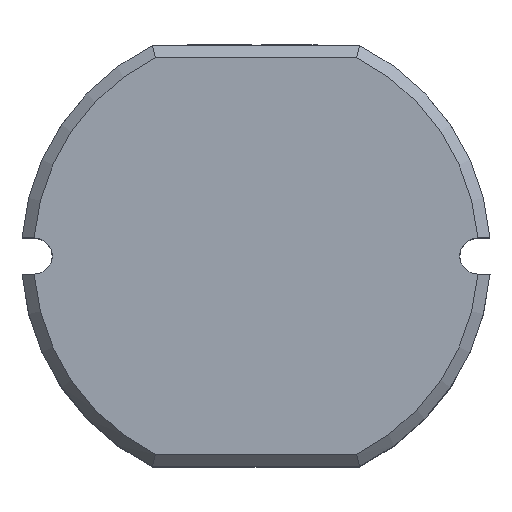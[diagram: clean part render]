
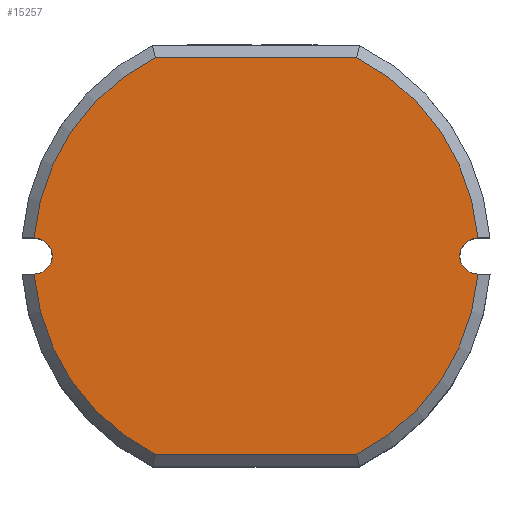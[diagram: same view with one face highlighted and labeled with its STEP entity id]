
A CAD part, top view. The second image highlights one B-rep face of the part: STEP entity #15257.
In plain terms, the highlighted planar face has unit normal (0, 0, 1).
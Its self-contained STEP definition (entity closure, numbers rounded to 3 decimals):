
#303 = LINE ( 'NONE', #13726, #14084 ) ;
#953 = PLANE ( 'NONE',  #12664 ) ;
#961 = CARTESIAN_POINT ( 'NONE',  ( 3.688, -0.3, 1.5 ) ) ;
#1017 = DIRECTION ( 'NONE',  ( 1., 0., 0. ) ) ;
#1896 = ORIENTED_EDGE ( 'NONE', *, *, #13750, .T. ) ;
#2127 = FACE_OUTER_BOUND ( 'NONE', #8247, .T. ) ;
#2198 = DIRECTION ( 'NONE',  ( 0., 1., 0. ) ) ;
#2564 = AXIS2_PLACEMENT_3D ( 'NONE', #9706, #3489, #5802 ) ;
#3015 = CIRCLE ( 'NONE', #15549, 0.3 ) ;
#3354 = VERTEX_POINT ( 'NONE', #3478 ) ;
#3399 = CARTESIAN_POINT ( 'NONE',  ( 0., -3.3, 1.5 ) ) ;
#3478 = CARTESIAN_POINT ( 'NONE',  ( 1.673, 3.3, 1.5 ) ) ;
#3489 = DIRECTION ( 'NONE',  ( 0., 0., 1. ) ) ;
#3877 = VERTEX_POINT ( 'NONE', #5956 ) ;
#3885 = DIRECTION ( 'NONE',  ( -1., 0., 0. ) ) ;
#4337 = ORIENTED_EDGE ( 'NONE', *, *, #10379, .T. ) ;
#4352 = DIRECTION ( 'NONE',  ( 0., 1., 0. ) ) ;
#4374 = ORIENTED_EDGE ( 'NONE', *, *, #11347, .T. ) ;
#4480 = DIRECTION ( 'NONE',  ( 0., 0., 1. ) ) ;
#4822 = VERTEX_POINT ( 'NONE', #8587 ) ;
#5046 = EDGE_CURVE ( 'NONE', #5641, #6954, #5455, .T. ) ;
#5173 = CARTESIAN_POINT ( 'NONE',  ( -3.688, 0., 1.5 ) ) ;
#5388 = AXIS2_PLACEMENT_3D ( 'NONE', #13422, #6039, #8494 ) ;
#5430 = ORIENTED_EDGE ( 'NONE', *, *, #8842, .F. ) ;
#5455 = CIRCLE ( 'NONE', #13298, 3.7 ) ;
#5641 = VERTEX_POINT ( 'NONE', #8962 ) ;
#5802 = DIRECTION ( 'NONE',  ( 0., 1., 0. ) ) ;
#5956 = CARTESIAN_POINT ( 'NONE',  ( -3.688, -0.3, 1.5 ) ) ;
#6039 = DIRECTION ( 'NONE',  ( 0., 0., 1. ) ) ;
#6423 = CARTESIAN_POINT ( 'NONE',  ( 3.688, 0.3, 1.5 ) ) ;
#6851 = CARTESIAN_POINT ( 'NONE',  ( 0., 0., 1.5 ) ) ;
#6954 = VERTEX_POINT ( 'NONE', #961 ) ;
#7012 = EDGE_CURVE ( 'NONE', #4822, #8756, #9356, .T. ) ;
#7723 = DIRECTION ( 'NONE',  ( 0., 0., 1. ) ) ;
#8247 = EDGE_LOOP ( 'NONE', ( #13640, #4374, #4337, #1896, #12860, #5430, #10174, #8782 ) ) ;
#8494 = DIRECTION ( 'NONE',  ( 0., 1., 0. ) ) ;
#8550 = CIRCLE ( 'NONE', #12485, 3.7 ) ;
#8587 = CARTESIAN_POINT ( 'NONE',  ( -1.673, 3.3, 1.5 ) ) ;
#8692 = DIRECTION ( 'NONE',  ( 0., 0., -1. ) ) ;
#8756 = VERTEX_POINT ( 'NONE', #12636 ) ;
#8782 = ORIENTED_EDGE ( 'NONE', *, *, #12711, .T. ) ;
#8842 = EDGE_CURVE ( 'NONE', #3877, #8756, #3015, .T. ) ;
#8962 = CARTESIAN_POINT ( 'NONE',  ( 1.673, -3.3, 1.5 ) ) ;
#9121 = DIRECTION ( 'NONE',  ( 0., 0., 1. ) ) ;
#9356 = CIRCLE ( 'NONE', #2564, 3.7 ) ;
#9689 = LINE ( 'NONE', #3399, #10443 ) ;
#9700 = DIRECTION ( 'NONE',  ( 0., 1., 0. ) ) ;
#9706 = CARTESIAN_POINT ( 'NONE',  ( 0., 0., 1.5 ) ) ;
#9783 = CARTESIAN_POINT ( 'NONE',  ( 0., 0., 1.5 ) ) ;
#9915 = DIRECTION ( 'NONE',  ( 0., 1., 0. ) ) ;
#10174 = ORIENTED_EDGE ( 'NONE', *, *, #11849, .T. ) ;
#10363 = CIRCLE ( 'NONE', #5388, 3.7 ) ;
#10379 = EDGE_CURVE ( 'NONE', #10780, #3354, #10363, .T. ) ;
#10443 = VECTOR ( 'NONE', #1017, 1000. ) ;
#10780 = VERTEX_POINT ( 'NONE', #6423 ) ;
#10952 = DIRECTION ( 'NONE',  ( 0., 0., 1. ) ) ;
#11150 = VERTEX_POINT ( 'NONE', #15869 ) ;
#11347 = EDGE_CURVE ( 'NONE', #6954, #10780, #15839, .T. ) ;
#11492 = DIRECTION ( 'NONE',  ( 0., 1., 0. ) ) ;
#11685 = AXIS2_PLACEMENT_3D ( 'NONE', #16031, #8692, #9915 ) ;
#11849 = EDGE_CURVE ( 'NONE', #3877, #11150, #8550, .T. ) ;
#12485 = AXIS2_PLACEMENT_3D ( 'NONE', #12973, #9121, #4352 ) ;
#12636 = CARTESIAN_POINT ( 'NONE',  ( -3.688, 0.3, 1.5 ) ) ;
#12664 = AXIS2_PLACEMENT_3D ( 'NONE', #9783, #10952, #9700 ) ;
#12711 = EDGE_CURVE ( 'NONE', #11150, #5641, #9689, .T. ) ;
#12860 = ORIENTED_EDGE ( 'NONE', *, *, #7012, .T. ) ;
#12973 = CARTESIAN_POINT ( 'NONE',  ( 0., 0., 1.5 ) ) ;
#13298 = AXIS2_PLACEMENT_3D ( 'NONE', #6851, #4480, #2198 ) ;
#13422 = CARTESIAN_POINT ( 'NONE',  ( 0., 0., 1.5 ) ) ;
#13640 = ORIENTED_EDGE ( 'NONE', *, *, #5046, .T. ) ;
#13726 = CARTESIAN_POINT ( 'NONE',  ( -1.72, 3.3, 1.5 ) ) ;
#13750 = EDGE_CURVE ( 'NONE', #3354, #4822, #303, .T. ) ;
#14084 = VECTOR ( 'NONE', #3885, 1000. ) ;
#15257 = ADVANCED_FACE ( 'NONE', ( #2127 ), #953, .T. ) ;
#15549 = AXIS2_PLACEMENT_3D ( 'NONE', #5173, #7723, #11492 ) ;
#15839 = CIRCLE ( 'NONE', #11685, 0.3 ) ;
#15869 = CARTESIAN_POINT ( 'NONE',  ( -1.673, -3.3, 1.5 ) ) ;
#16031 = CARTESIAN_POINT ( 'NONE',  ( 3.688, 0., 1.5 ) ) ;
